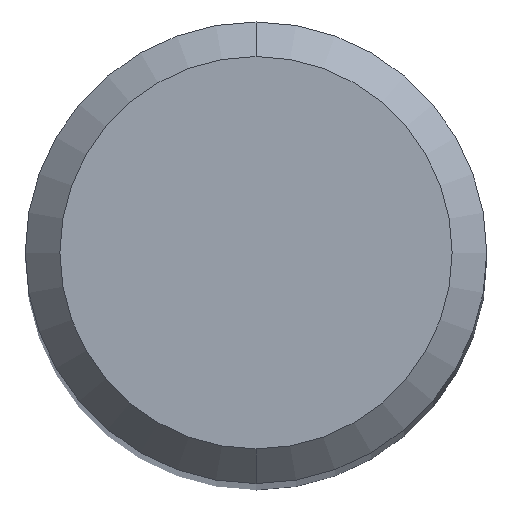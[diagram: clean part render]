
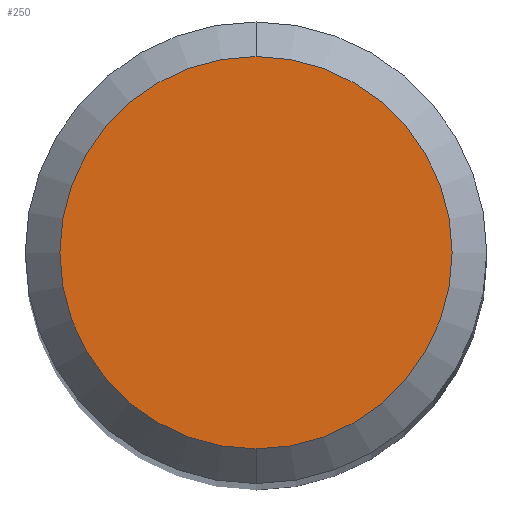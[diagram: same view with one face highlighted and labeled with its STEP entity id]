
A CAD part, top view. The second image highlights one B-rep face of the part: STEP entity #250.
In plain terms, the highlighted planar face has unit normal (0, 0, 1).
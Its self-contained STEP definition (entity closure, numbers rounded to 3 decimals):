
#194=EDGE_CURVE('',#440,#420,#489,.T.);
#250=ADVANCED_FACE('',(#555),#556,.T.);
#288=EDGE_CURVE('',#420,#440,#599,.T.);
#420=VERTEX_POINT('',#740);
#440=VERTEX_POINT('',#762);
#489=CIRCLE('',#817,1.7);
#555=FACE_OUTER_BOUND('',#957,.T.);
#556=PLANE('',#958);
#599=CIRCLE('',#1059,1.7);
#740=CARTESIAN_POINT('',(0.,-1.7,0.0));
#762=CARTESIAN_POINT('',(0.0,1.7,0.0));
#817=AXIS2_PLACEMENT_3D('',#1415,#1416,#1417);
#957=EDGE_LOOP('',(#1519,#1520));
#958=AXIS2_PLACEMENT_3D('',#1521,#1522,#1523);
#1059=AXIS2_PLACEMENT_3D('',#1575,#1576,#1577);
#1415=CARTESIAN_POINT('',(0.0,0.0,0.0));
#1416=DIRECTION('',(0.0,0.0,-1.0));
#1417=DIRECTION('',(0.0,1.0,0.0));
#1519=ORIENTED_EDGE('',*,*,#194,.F.);
#1520=ORIENTED_EDGE('',*,*,#288,.F.);
#1521=CARTESIAN_POINT('',(0.0,0.85,0.0));
#1522=DIRECTION('',(-0.0,0.0,1.0));
#1523=DIRECTION('',(0.0,-1.0,0.0));
#1575=CARTESIAN_POINT('',(0.0,0.0,0.0));
#1576=DIRECTION('',(0.0,0.0,-1.0));
#1577=DIRECTION('',(0.0,1.0,0.0));
